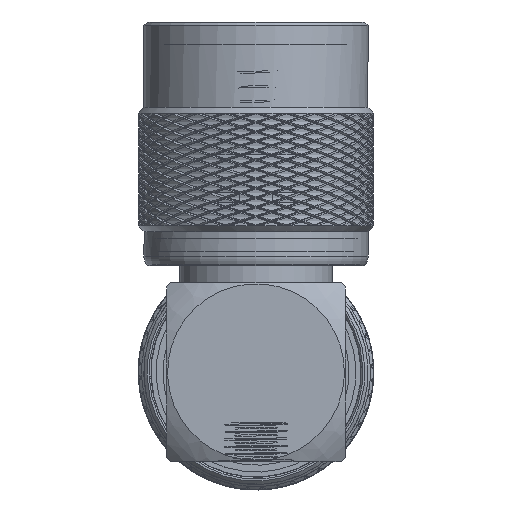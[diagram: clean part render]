
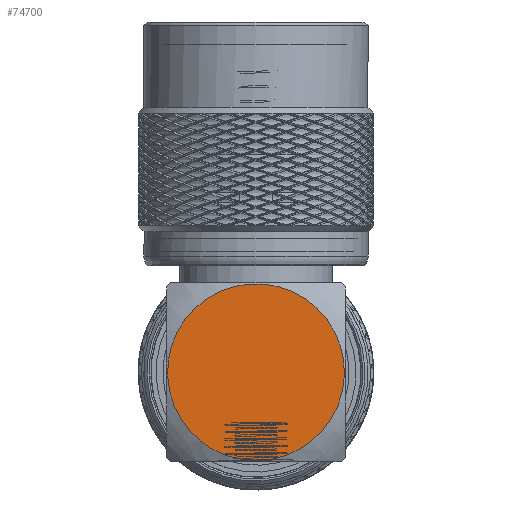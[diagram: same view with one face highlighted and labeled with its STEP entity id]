
A CAD part, front view. The second image highlights one B-rep face of the part: STEP entity #74700.
In plain terms, the highlighted planar face has unit normal (0, -1, 0).
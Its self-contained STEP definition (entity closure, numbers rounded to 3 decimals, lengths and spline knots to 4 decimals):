
#15790=PLANE('',#112656);
#28081=ORIENTED_EDGE('',*,*,#46555,.F.);
#46555=EDGE_CURVE('',#56474,#56474,#60550,.T.);
#56474=VERTEX_POINT('',#181456);
#60550=CIRCLE('',#112657,5.442);
#63362=EDGE_LOOP('',(#28081));
#68427=FACE_BOUND('',#63362,.T.);
#74700=ADVANCED_FACE('',(#68427),#15790,.F.);
#112656=AXIS2_PLACEMENT_3D('',#181454,#116174,#116175);
#112657=AXIS2_PLACEMENT_3D('',#181455,#116176,#116177);
#116174=DIRECTION('',(0.,1.,0.));
#116175=DIRECTION('',(0.,0.,-1.));
#116176=DIRECTION('',(0.,1.,0.));
#116177=DIRECTION('',(0.,0.,-1.));
#181454=CARTESIAN_POINT('',(0.,-149.25,0.));
#181455=CARTESIAN_POINT('',(0.,-149.25,0.));
#181456=CARTESIAN_POINT('',(0.,-149.25,-5.442));
